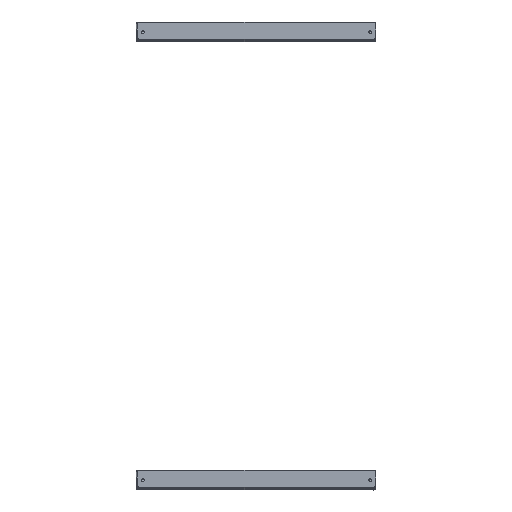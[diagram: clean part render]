
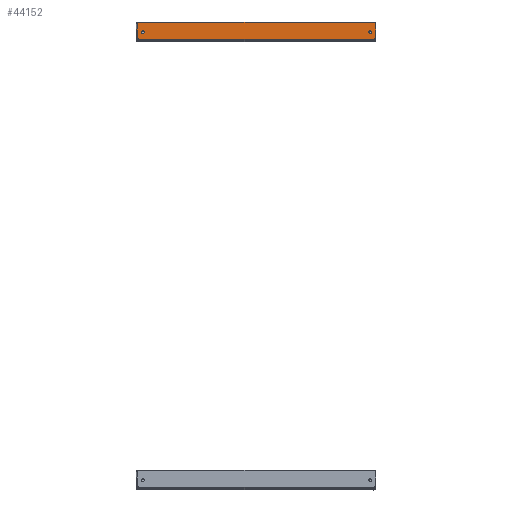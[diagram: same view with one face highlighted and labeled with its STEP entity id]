
A CAD part, left-side view. The second image highlights one B-rep face of the part: STEP entity #44152.
In plain terms, the highlighted face is planar.
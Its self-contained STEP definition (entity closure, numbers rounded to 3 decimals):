
#2713=FACE_BOUND('',#7279,.T.);
#2714=FACE_BOUND('',#7280,.T.);
#3149=CIRCLE('',#46936,1.6);
#3151=CIRCLE('',#46939,1.6);
#3217=CIRCLE('',#47201,2.);
#3218=CIRCLE('',#47203,2.);
#3223=CIRCLE('',#47211,2.);
#3231=CIRCLE('',#47224,2.);
#4820=FACE_OUTER_BOUND('',#7278,.T.);
#7278=EDGE_LOOP('',(#31665,#31666,#31667,#31668,#31669,#31670,#31671,#31672));
#7279=EDGE_LOOP('',(#31673));
#7280=EDGE_LOOP('',(#31674));
#10360=LINE('',#67189,#14848);
#10368=LINE('',#67230,#14856);
#10373=LINE('',#67250,#14861);
#10436=LINE('',#67593,#14924);
#14848=VECTOR('',#53664,10.);
#14856=VECTOR('',#53702,10.);
#14861=VECTOR('',#53725,10.);
#14924=VECTOR('',#54016,10.);
#18978=VERTEX_POINT('',#66403);
#18980=VERTEX_POINT('',#66409);
#19211=VERTEX_POINT('',#67186);
#19212=VERTEX_POINT('',#67188);
#19215=VERTEX_POINT('',#67200);
#19216=VERTEX_POINT('',#67204);
#19217=VERTEX_POINT('',#67205);
#19222=VERTEX_POINT('',#67232);
#19227=VERTEX_POINT('',#67248);
#19230=VERTEX_POINT('',#67268);
#23336=EDGE_CURVE('',#18978,#18978,#3149,.T.);
#23339=EDGE_CURVE('',#18980,#18980,#3151,.T.);
#23702=EDGE_CURVE('',#19212,#19211,#10360,.T.);
#23708=EDGE_CURVE('',#19212,#19215,#3217,.T.);
#23710=EDGE_CURVE('',#19216,#19217,#3218,.T.);
#23719=EDGE_CURVE('',#19215,#19216,#10368,.T.);
#23720=EDGE_CURVE('',#19222,#19211,#3223,.T.);
#23729=EDGE_CURVE('',#19227,#19222,#10373,.T.);
#23734=EDGE_CURVE('',#19230,#19227,#3231,.T.);
#23854=EDGE_CURVE('',#19230,#19217,#10436,.T.);
#31665=ORIENTED_EDGE('',*,*,#23708,.F.);
#31666=ORIENTED_EDGE('',*,*,#23702,.T.);
#31667=ORIENTED_EDGE('',*,*,#23720,.F.);
#31668=ORIENTED_EDGE('',*,*,#23729,.F.);
#31669=ORIENTED_EDGE('',*,*,#23734,.F.);
#31670=ORIENTED_EDGE('',*,*,#23854,.T.);
#31671=ORIENTED_EDGE('',*,*,#23710,.F.);
#31672=ORIENTED_EDGE('',*,*,#23719,.F.);
#31673=ORIENTED_EDGE('',*,*,#23336,.T.);
#31674=ORIENTED_EDGE('',*,*,#23339,.T.);
#41444=PLANE('',#47333);
#44152=ADVANCED_FACE('',(#4820,#2713,#2714),#41444,.T.);
#46936=AXIS2_PLACEMENT_3D('',#66405,#52915,#52916);
#46939=AXIS2_PLACEMENT_3D('',#66411,#52922,#52923);
#47201=AXIS2_PLACEMENT_3D('',#67201,#53679,#53680);
#47203=AXIS2_PLACEMENT_3D('',#67206,#53684,#53685);
#47211=AXIS2_PLACEMENT_3D('',#67233,#53705,#53706);
#47224=AXIS2_PLACEMENT_3D('',#67269,#53737,#53738);
#47333=AXIS2_PLACEMENT_3D('',#67594,#54017,#54018);
#52915=DIRECTION('center_axis',(0.,0.,1.));
#52916=DIRECTION('ref_axis',(1.,0.,0.));
#52922=DIRECTION('center_axis',(0.,0.,1.));
#52923=DIRECTION('ref_axis',(1.,0.,0.));
#53664=DIRECTION('',(-1.,0.,0.));
#53679=DIRECTION('center_axis',(0.,0.,1.));
#53680=DIRECTION('ref_axis',(0.707,-0.707,0.));
#53684=DIRECTION('center_axis',(0.,0.,1.));
#53685=DIRECTION('ref_axis',(0.707,0.707,0.));
#53702=DIRECTION('',(0.,1.,0.));
#53705=DIRECTION('center_axis',(0.,0.,1.));
#53706=DIRECTION('ref_axis',(-0.707,-0.707,0.));
#53725=DIRECTION('',(0.,-1.,0.));
#53737=DIRECTION('center_axis',(0.,0.,1.));
#53738=DIRECTION('ref_axis',(-0.707,0.707,0.));
#54016=DIRECTION('',(1.,0.,0.));
#54017=DIRECTION('center_axis',(0.,0.,-1.));
#54018=DIRECTION('ref_axis',(0.,1.,0.));
#66403=CARTESIAN_POINT('',(-134.8,-2.,0.));
#66405=CARTESIAN_POINT('Origin',(-133.2,-2.,0.));
#66409=CARTESIAN_POINT('',(131.6,-2.,0.));
#66411=CARTESIAN_POINT('Origin',(133.2,-2.,0.));
#67186=CARTESIAN_POINT('',(-138.,-10.,0.));
#67188=CARTESIAN_POINT('',(138.,-10.,0.));
#67189=CARTESIAN_POINT('',(0.,-10.,0.));
#67200=CARTESIAN_POINT('',(140.,-8.,0.));
#67201=CARTESIAN_POINT('Origin',(138.,-8.,0.));
#67204=CARTESIAN_POINT('',(140.,8.,0.));
#67205=CARTESIAN_POINT('',(138.,10.,0.));
#67206=CARTESIAN_POINT('Origin',(138.,8.,0.));
#67230=CARTESIAN_POINT('',(140.,-10.,0.));
#67232=CARTESIAN_POINT('',(-140.,-8.,0.));
#67233=CARTESIAN_POINT('Origin',(-138.,-8.,0.));
#67248=CARTESIAN_POINT('',(-140.,8.,0.));
#67250=CARTESIAN_POINT('',(-140.,-10.,0.));
#67268=CARTESIAN_POINT('',(-138.,10.,0.));
#67269=CARTESIAN_POINT('Origin',(-138.,8.,0.));
#67593=CARTESIAN_POINT('',(0.,10.,0.));
#67594=CARTESIAN_POINT('Origin',(0.,-10.,0.));
